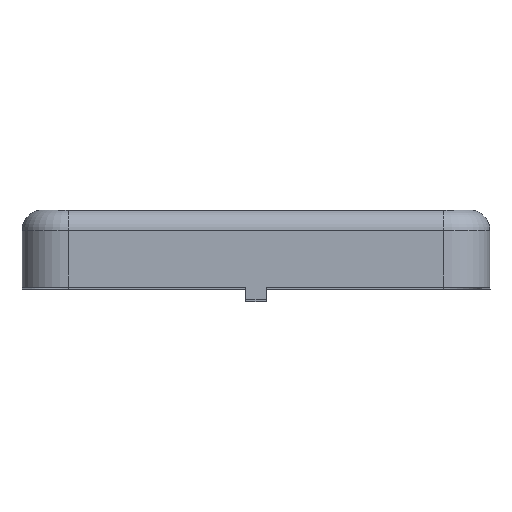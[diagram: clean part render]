
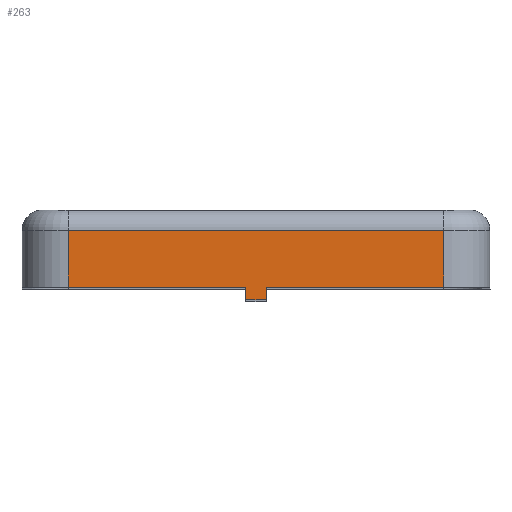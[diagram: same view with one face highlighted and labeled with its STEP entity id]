
A CAD part, top view. The second image highlights one B-rep face of the part: STEP entity #263.
In plain terms, the highlighted planar face has unit normal (0, 0, 1).
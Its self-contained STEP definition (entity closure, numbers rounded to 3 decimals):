
#43 = VERTEX_POINT ( 'NONE', #2837 ) ;
#170 = CARTESIAN_POINT ( 'NONE',  ( 7.3, -3., 22.4 ) ) ;
#233 = ORIENTED_EDGE ( 'NONE', *, *, #1147, .F. ) ;
#263 = ADVANCED_FACE ( 'NONE', ( #1562 ), #2810, .T. ) ;
#416 = EDGE_CURVE ( 'NONE', #1306, #1176, #1307, .T. ) ;
#437 = LINE ( 'NONE', #2570, #837 ) ;
#470 = CARTESIAN_POINT ( 'NONE',  ( -7.3, -3., 22.4 ) ) ;
#502 = EDGE_LOOP ( 'NONE', ( #2199, #233, #743, #1352, #2207, #1604, #1959, #1084 ) ) ;
#562 = DIRECTION ( 'NONE',  ( 0., -1., 0. ) ) ;
#566 = VERTEX_POINT ( 'NONE', #170 ) ;
#606 = DIRECTION ( 'NONE',  ( -1., 0., 0. ) ) ;
#628 = LINE ( 'NONE', #1997, #1832 ) ;
#646 = VECTOR ( 'NONE', #606, 1000. ) ;
#662 = LINE ( 'NONE', #1068, #737 ) ;
#737 = VECTOR ( 'NONE', #2391, 1000. ) ;
#743 = ORIENTED_EDGE ( 'NONE', *, *, #416, .F. ) ;
#748 = LINE ( 'NONE', #2921, #1439 ) ;
#757 = DIRECTION ( 'NONE',  ( 0., -1., 0. ) ) ;
#837 = VECTOR ( 'NONE', #757, 1000. ) ;
#960 = CARTESIAN_POINT ( 'NONE',  ( -7.3, -0.8, 22.4 ) ) ;
#992 = EDGE_CURVE ( 'NONE', #2597, #566, #2365, .T. ) ;
#1068 = CARTESIAN_POINT ( 'NONE',  ( -7.3, -3., 22.4 ) ) ;
#1084 = ORIENTED_EDGE ( 'NONE', *, *, #1321, .T. ) ;
#1147 = EDGE_CURVE ( 'NONE', #1176, #1547, #1399, .T. ) ;
#1176 = VERTEX_POINT ( 'NONE', #2916 ) ;
#1212 = CARTESIAN_POINT ( 'NONE',  ( -7.3, 0., 22.4 ) ) ;
#1223 = VECTOR ( 'NONE', #1808, 1000. ) ;
#1230 = EDGE_CURVE ( 'NONE', #2010, #43, #628, .T. ) ;
#1266 = EDGE_CURVE ( 'NONE', #43, #566, #2936, .T. ) ;
#1287 = DIRECTION ( 'NONE',  ( 0., 1., 0. ) ) ;
#1306 = VERTEX_POINT ( 'NONE', #1408 ) ;
#1307 = LINE ( 'NONE', #1949, #646 ) ;
#1321 = EDGE_CURVE ( 'NONE', #2010, #2060, #437, .T. ) ;
#1352 = ORIENTED_EDGE ( 'NONE', *, *, #1833, .T. ) ;
#1399 = LINE ( 'NONE', #2242, #2759 ) ;
#1408 = CARTESIAN_POINT ( 'NONE',  ( 0.4, -3.5, 22.4 ) ) ;
#1439 = VECTOR ( 'NONE', #2736, 1000. ) ;
#1499 = CARTESIAN_POINT ( 'NONE',  ( 0.4, -3., 22.4 ) ) ;
#1547 = VERTEX_POINT ( 'NONE', #1580 ) ;
#1562 = FACE_OUTER_BOUND ( 'NONE', #502, .T. ) ;
#1580 = CARTESIAN_POINT ( 'NONE',  ( -0.4, -3., 22.4 ) ) ;
#1604 = ORIENTED_EDGE ( 'NONE', *, *, #1266, .F. ) ;
#1661 = EDGE_CURVE ( 'NONE', #2060, #1547, #662, .T. ) ;
#1666 = CARTESIAN_POINT ( 'NONE',  ( -7.3, -3., 22.4 ) ) ;
#1687 = VECTOR ( 'NONE', #2283, 1000. ) ;
#1778 = AXIS2_PLACEMENT_3D ( 'NONE', #1212, #2143, #562 ) ;
#1808 = DIRECTION ( 'NONE',  ( 0., -1., 0. ) ) ;
#1832 = VECTOR ( 'NONE', #2682, 1000. ) ;
#1833 = EDGE_CURVE ( 'NONE', #1306, #2597, #748, .T. ) ;
#1949 = CARTESIAN_POINT ( 'NONE',  ( -0.4, -3.5, 22.4 ) ) ;
#1959 = ORIENTED_EDGE ( 'NONE', *, *, #1230, .F. ) ;
#1997 = CARTESIAN_POINT ( 'NONE',  ( -7.3, -0.8, 22.4 ) ) ;
#2010 = VERTEX_POINT ( 'NONE', #960 ) ;
#2060 = VERTEX_POINT ( 'NONE', #1666 ) ;
#2143 = DIRECTION ( 'NONE',  ( 0., 0., 1. ) ) ;
#2157 = CARTESIAN_POINT ( 'NONE',  ( 7.3, 0., 22.4 ) ) ;
#2199 = ORIENTED_EDGE ( 'NONE', *, *, #1661, .T. ) ;
#2207 = ORIENTED_EDGE ( 'NONE', *, *, #992, .T. ) ;
#2242 = CARTESIAN_POINT ( 'NONE',  ( -0.4, -3.5, 22.4 ) ) ;
#2283 = DIRECTION ( 'NONE',  ( 1., 0., 0. ) ) ;
#2365 = LINE ( 'NONE', #470, #1687 ) ;
#2391 = DIRECTION ( 'NONE',  ( 1., 0., 0. ) ) ;
#2570 = CARTESIAN_POINT ( 'NONE',  ( -7.3, 0., 22.4 ) ) ;
#2597 = VERTEX_POINT ( 'NONE', #1499 ) ;
#2682 = DIRECTION ( 'NONE',  ( 1., 0., 0. ) ) ;
#2736 = DIRECTION ( 'NONE',  ( 0., 1., 0. ) ) ;
#2759 = VECTOR ( 'NONE', #1287, 1000. ) ;
#2810 = PLANE ( 'NONE',  #1778 ) ;
#2837 = CARTESIAN_POINT ( 'NONE',  ( 7.3, -0.8, 22.4 ) ) ;
#2916 = CARTESIAN_POINT ( 'NONE',  ( -0.4, -3.5, 22.4 ) ) ;
#2921 = CARTESIAN_POINT ( 'NONE',  ( 0.4, -3.5, 22.4 ) ) ;
#2936 = LINE ( 'NONE', #2157, #1223 ) ;
